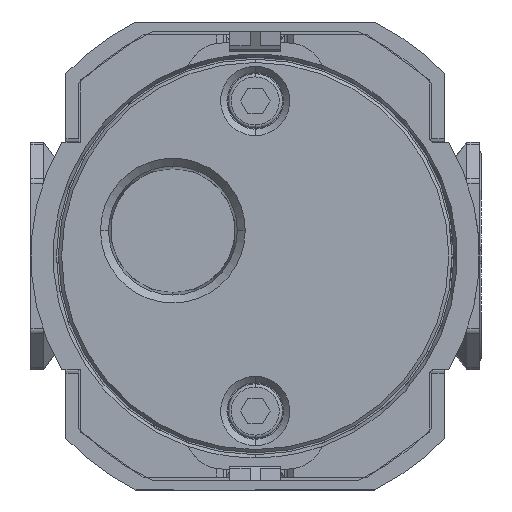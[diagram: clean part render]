
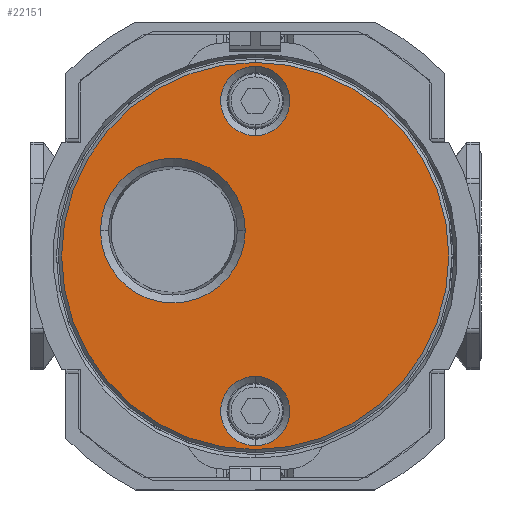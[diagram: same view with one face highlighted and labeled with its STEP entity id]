
A CAD part, front view. The second image highlights one B-rep face of the part: STEP entity #22151.
In plain terms, the highlighted planar face has unit normal (0, -1, 0).
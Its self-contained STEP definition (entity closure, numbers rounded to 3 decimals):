
#15 = CIRCLE ( 'NONE', #14325, 5.4 ) ;
#206 = EDGE_CURVE ( 'NONE', #2748, #25310, #26213, .T. ) ;
#522 = FACE_BOUND ( 'NONE', #4130, .T. ) ;
#715 = AXIS2_PLACEMENT_3D ( 'NONE', #28505, #9024, #29264 ) ;
#939 = ORIENTED_EDGE ( 'NONE', *, *, #7497, .F. ) ;
#982 = CARTESIAN_POINT ( 'NONE',  ( -12.838, -17.5, 3.959 ) ) ;
#1501 = DIRECTION ( 'NONE',  ( 0., 0., 1. ) ) ;
#2708 = CIRCLE ( 'NONE', #6041, 5.4 ) ;
#2748 = VERTEX_POINT ( 'NONE', #4106 ) ;
#3588 = VERTEX_POINT ( 'NONE', #24465 ) ;
#4079 = AXIS2_PLACEMENT_3D ( 'NONE', #28579, #21657, #28138 ) ;
#4106 = CARTESIAN_POINT ( 'NONE',  ( 0., -17.5, 30.2 ) ) ;
#4130 = EDGE_LOOP ( 'NONE', ( #6255, #10709 ) ) ;
#4561 = CIRCLE ( 'NONE', #4079, 11.288 ) ;
#4688 = EDGE_LOOP ( 'NONE', ( #16460, #939 ) ) ;
#5060 = CIRCLE ( 'NONE', #16515, 5.4 ) ;
#5263 = CARTESIAN_POINT ( 'NONE',  ( 0., -17.5, -18.785 ) ) ;
#5503 = AXIS2_PLACEMENT_3D ( 'NONE', #27925, #7401, #16522 ) ;
#5623 = ORIENTED_EDGE ( 'NONE', *, *, #24060, .F. ) ;
#5851 = DIRECTION ( 'NONE',  ( 0., -1., 0. ) ) ;
#6041 = AXIS2_PLACEMENT_3D ( 'NONE', #28623, #5851, #26530 ) ;
#6255 = ORIENTED_EDGE ( 'NONE', *, *, #12112, .F. ) ;
#6407 = VERTEX_POINT ( 'NONE', #21741 ) ;
#7401 = DIRECTION ( 'NONE',  ( 0., 1., 0. ) ) ;
#7497 = EDGE_CURVE ( 'NONE', #25310, #2748, #20674, .T. ) ;
#7546 = DIRECTION ( 'NONE',  ( 0., 1., 0. ) ) ;
#7702 = CARTESIAN_POINT ( 'NONE',  ( 0., -17.5, 24.185 ) ) ;
#7966 = ORIENTED_EDGE ( 'NONE', *, *, #28192, .F. ) ;
#8470 = EDGE_LOOP ( 'NONE', ( #5623, #23353 ) ) ;
#8748 = CARTESIAN_POINT ( 'NONE',  ( 0., -17.5, 18.785 ) ) ;
#9024 = DIRECTION ( 'NONE',  ( 0., -1., 0. ) ) ;
#9639 = PLANE ( 'NONE',  #5503 ) ;
#9948 = DIRECTION ( 'NONE',  ( 0., -1., 0. ) ) ;
#10568 = CARTESIAN_POINT ( 'NONE',  ( 0., -17.5, -24.185 ) ) ;
#10709 = ORIENTED_EDGE ( 'NONE', *, *, #15422, .F. ) ;
#11200 = CARTESIAN_POINT ( 'NONE',  ( 0., -17.5, 0. ) ) ;
#12112 = EDGE_CURVE ( 'NONE', #14443, #27980, #2708, .T. ) ;
#14272 = DIRECTION ( 'NONE',  ( 0., 0., 1. ) ) ;
#14325 = AXIS2_PLACEMENT_3D ( 'NONE', #7702, #9948, #17112 ) ;
#14355 = CIRCLE ( 'NONE', #15797, 11.288 ) ;
#14443 = VERTEX_POINT ( 'NONE', #8748 ) ;
#14729 = DIRECTION ( 'NONE',  ( 0., -1., 0. ) ) ;
#15422 = EDGE_CURVE ( 'NONE', #27980, #14443, #15, .T. ) ;
#15568 = VERTEX_POINT ( 'NONE', #5263 ) ;
#15797 = AXIS2_PLACEMENT_3D ( 'NONE', #982, #14729, #23864 ) ;
#15987 = ORIENTED_EDGE ( 'NONE', *, *, #21875, .F. ) ;
#16362 = FACE_BOUND ( 'NONE', #24569, .T. ) ;
#16460 = ORIENTED_EDGE ( 'NONE', *, *, #206, .F. ) ;
#16515 = AXIS2_PLACEMENT_3D ( 'NONE', #10568, #19679, #28847 ) ;
#16522 = DIRECTION ( 'NONE',  ( 0., 0., 1. ) ) ;
#17112 = DIRECTION ( 'NONE',  ( 0., 0., -1. ) ) ;
#17402 = EDGE_CURVE ( 'NONE', #6407, #3588, #14355, .T. ) ;
#19679 = DIRECTION ( 'NONE',  ( 0., -1., 0. ) ) ;
#20674 = CIRCLE ( 'NONE', #25488, 30.2 ) ;
#21532 = DIRECTION ( 'NONE',  ( 0., 1., 0. ) ) ;
#21657 = DIRECTION ( 'NONE',  ( 0., -1., 0. ) ) ;
#21741 = CARTESIAN_POINT ( 'NONE',  ( -24.126, -17.5, 3.959 ) ) ;
#21875 = EDGE_CURVE ( 'NONE', #15568, #26211, #5060, .T. ) ;
#22151 = ADVANCED_FACE ( 'NONE', ( #23110, #16362, #522, #25517 ), #9639, .F. ) ;
#22682 = CIRCLE ( 'NONE', #715, 5.4 ) ;
#23110 = FACE_OUTER_BOUND ( 'NONE', #4688, .T. ) ;
#23353 = ORIENTED_EDGE ( 'NONE', *, *, #17402, .F. ) ;
#23864 = DIRECTION ( 'NONE',  ( 1., 0., 0. ) ) ;
#24060 = EDGE_CURVE ( 'NONE', #3588, #6407, #4561, .T. ) ;
#24087 = CARTESIAN_POINT ( 'NONE',  ( 0., -17.5, 0. ) ) ;
#24259 = CARTESIAN_POINT ( 'NONE',  ( 0., -17.5, -29.585 ) ) ;
#24465 = CARTESIAN_POINT ( 'NONE',  ( -1.551, -17.5, 3.959 ) ) ;
#24569 = EDGE_LOOP ( 'NONE', ( #7966, #15987 ) ) ;
#25226 = CARTESIAN_POINT ( 'NONE',  ( 0., -17.5, 29.585 ) ) ;
#25310 = VERTEX_POINT ( 'NONE', #27887 ) ;
#25488 = AXIS2_PLACEMENT_3D ( 'NONE', #11200, #7546, #14272 ) ;
#25517 = FACE_BOUND ( 'NONE', #8470, .T. ) ;
#26211 = VERTEX_POINT ( 'NONE', #24259 ) ;
#26213 = CIRCLE ( 'NONE', #29099, 30.2 ) ;
#26530 = DIRECTION ( 'NONE',  ( 0., 0., -1. ) ) ;
#27887 = CARTESIAN_POINT ( 'NONE',  ( 0., -17.5, -30.2 ) ) ;
#27925 = CARTESIAN_POINT ( 'NONE',  ( 30.2, -17.5, 0. ) ) ;
#27980 = VERTEX_POINT ( 'NONE', #25226 ) ;
#28138 = DIRECTION ( 'NONE',  ( 1., 0., 0. ) ) ;
#28192 = EDGE_CURVE ( 'NONE', #26211, #15568, #22682, .T. ) ;
#28505 = CARTESIAN_POINT ( 'NONE',  ( 0., -17.5, -24.185 ) ) ;
#28579 = CARTESIAN_POINT ( 'NONE',  ( -12.838, -17.5, 3.959 ) ) ;
#28623 = CARTESIAN_POINT ( 'NONE',  ( 0., -17.5, 24.185 ) ) ;
#28847 = DIRECTION ( 'NONE',  ( 0., 0., -1. ) ) ;
#29099 = AXIS2_PLACEMENT_3D ( 'NONE', #24087, #21532, #1501 ) ;
#29264 = DIRECTION ( 'NONE',  ( 0., 0., -1. ) ) ;
